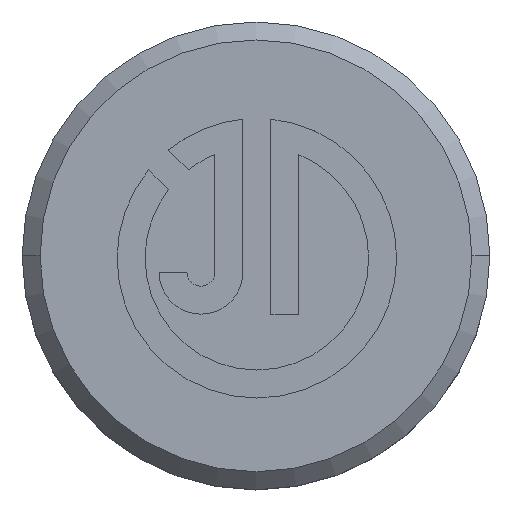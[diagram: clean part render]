
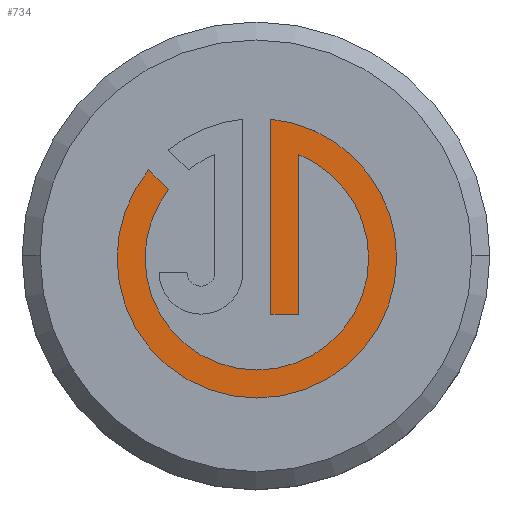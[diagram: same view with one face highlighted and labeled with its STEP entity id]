
A CAD part, top view. The second image highlights one B-rep face of the part: STEP entity #734.
In plain terms, the highlighted planar face has unit normal (0, 0, 1).
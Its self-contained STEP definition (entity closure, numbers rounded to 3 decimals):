
#39 = VERTEX_POINT ( 'NONE', #294 ) ;
#59 = DIRECTION ( 'NONE',  ( 0., 1., 0. ) ) ;
#71 = CARTESIAN_POINT ( 'NONE',  ( 0.413, -1.62, 49.9 ) ) ;
#124 = CARTESIAN_POINT ( 'NONE',  ( 0.025, -0.066, 49.9 ) ) ;
#145 = ORIENTED_EDGE ( 'NONE', *, *, #806, .T. ) ;
#161 = DIRECTION ( 'NONE',  ( 0., 0., 1. ) ) ;
#195 = AXIS2_PLACEMENT_3D ( 'NONE', #1175, #1469, #557 ) ;
#204 = VECTOR ( 'NONE', #342, 1000. ) ;
#280 = DIRECTION ( 'NONE',  ( 1., 0., 0. ) ) ;
#294 = CARTESIAN_POINT ( 'NONE',  ( -2.983, 2.392, 49.9 ) ) ;
#335 = CARTESIAN_POINT ( 'NONE',  ( 0.413, 3.799, 49.9 ) ) ;
#342 = DIRECTION ( 'NONE',  ( 0., -1., 0. ) ) ;
#355 = ORIENTED_EDGE ( 'NONE', *, *, #1237, .T. ) ;
#403 = EDGE_CURVE ( 'NONE', #39, #1381, #1189, .T. ) ;
#414 = AXIS2_PLACEMENT_3D ( 'NONE', #881, #1920, #1036 ) ;
#465 = VECTOR ( 'NONE', #468, 1000. ) ;
#468 = DIRECTION ( 'NONE',  ( 1., 0., 0. ) ) ;
#491 = AXIS2_PLACEMENT_3D ( 'NONE', #828, #1866, #987 ) ;
#500 = CIRCLE ( 'NONE', #414, 3.108 ) ;
#557 = DIRECTION ( 'NONE',  ( 1., 0., 0. ) ) ;
#560 = CARTESIAN_POINT ( 'NONE',  ( 1.19, 0., 49.9 ) ) ;
#565 = EDGE_CURVE ( 'NONE', #1240, #1567, #898, .T. ) ;
#569 = VERTEX_POINT ( 'NONE', #335 ) ;
#616 = LINE ( 'NONE', #1829, #204 ) ;
#634 = VECTOR ( 'NONE', #1300, 1000. ) ;
#659 = CIRCLE ( 'NONE', #1057, 3.108 ) ;
#681 = VERTEX_POINT ( 'NONE', #71 ) ;
#696 = ORIENTED_EDGE ( 'NONE', *, *, #1226, .T. ) ;
#734 = ADVANCED_FACE ( 'NONE', ( #1453 ), #864, .T. ) ;
#754 = EDGE_CURVE ( 'NONE', #1503, #1376, #500, .T. ) ;
#766 = ORIENTED_EDGE ( 'NONE', *, *, #1362, .T. ) ;
#797 = CARTESIAN_POINT ( 'NONE',  ( 0.025, -0.066, 49.9 ) ) ;
#806 = EDGE_CURVE ( 'NONE', #1381, #1831, #1666, .T. ) ;
#828 = CARTESIAN_POINT ( 'NONE',  ( 0.025, -0.066, 49.9 ) ) ;
#864 = PLANE ( 'NONE',  #195 ) ;
#881 = CARTESIAN_POINT ( 'NONE',  ( 0.025, -0.066, 49.9 ) ) ;
#882 = LINE ( 'NONE', #1377, #465 ) ;
#898 = LINE ( 'NONE', #560, #1649 ) ;
#901 = AXIS2_PLACEMENT_3D ( 'NONE', #1899, #1891, #1882 ) ;
#922 = AXIS2_PLACEMENT_3D ( 'NONE', #124, #1203, #280 ) ;
#954 = DIRECTION ( 'NONE',  ( -1., 0., 0. ) ) ;
#965 = CARTESIAN_POINT ( 'NONE',  ( 1.19, 2.815, 49.9 ) ) ;
#987 = DIRECTION ( 'NONE',  ( -1., 0., 0. ) ) ;
#1036 = DIRECTION ( 'NONE',  ( -1., 0., 0. ) ) ;
#1057 = AXIS2_PLACEMENT_3D ( 'NONE', #797, #1836, #954 ) ;
#1087 = CARTESIAN_POINT ( 'NONE',  ( 0.025, -0.066, 49.9 ) ) ;
#1175 = CARTESIAN_POINT ( 'NONE',  ( 0., 0., 49.9 ) ) ;
#1189 = CIRCLE ( 'NONE', #901, 3.885 ) ;
#1203 = DIRECTION ( 'NONE',  ( 0., 0., 1. ) ) ;
#1226 = EDGE_CURVE ( 'NONE', #569, #681, #616, .T. ) ;
#1236 = CIRCLE ( 'NONE', #1523, 3.885 ) ;
#1237 = EDGE_CURVE ( 'NONE', #1567, #1662, #659, .T. ) ;
#1240 = VERTEX_POINT ( 'NONE', #1395 ) ;
#1242 = DIRECTION ( 'NONE',  ( 1., 0., 0. ) ) ;
#1243 = CIRCLE ( 'NONE', #491, 3.108 ) ;
#1300 = DIRECTION ( 'NONE',  ( -0.707, 0.707, 0. ) ) ;
#1333 = ORIENTED_EDGE ( 'NONE', *, *, #565, .T. ) ;
#1362 = EDGE_CURVE ( 'NONE', #1662, #1503, #1243, .T. ) ;
#1376 = VERTEX_POINT ( 'NONE', #1428 ) ;
#1377 = CARTESIAN_POINT ( 'NONE',  ( 0., -1.62, 49.9 ) ) ;
#1381 = VERTEX_POINT ( 'NONE', #1433 ) ;
#1395 = CARTESIAN_POINT ( 'NONE',  ( 1.19, -1.62, 49.9 ) ) ;
#1428 = CARTESIAN_POINT ( 'NONE',  ( -2.431, 1.839, 49.9 ) ) ;
#1433 = CARTESIAN_POINT ( 'NONE',  ( -3.86, -0.066, 49.9 ) ) ;
#1440 = LINE ( 'NONE', #1450, #634 ) ;
#1445 = CARTESIAN_POINT ( 'NONE',  ( 3.132, -0.066, 49.9 ) ) ;
#1450 = CARTESIAN_POINT ( 'NONE',  ( -2.431, 1.839, 49.9 ) ) ;
#1453 = FACE_OUTER_BOUND ( 'NONE', #1724, .T. ) ;
#1457 = EDGE_CURVE ( 'NONE', #1376, #39, #1440, .T. ) ;
#1469 = DIRECTION ( 'NONE',  ( 0., 0., 1. ) ) ;
#1480 = ORIENTED_EDGE ( 'NONE', *, *, #1457, .T. ) ;
#1503 = VERTEX_POINT ( 'NONE', #1907 ) ;
#1523 = AXIS2_PLACEMENT_3D ( 'NONE', #1087, #161, #1242 ) ;
#1549 = ORIENTED_EDGE ( 'NONE', *, *, #403, .T. ) ;
#1567 = VERTEX_POINT ( 'NONE', #965 ) ;
#1636 = ORIENTED_EDGE ( 'NONE', *, *, #754, .T. ) ;
#1644 = ORIENTED_EDGE ( 'NONE', *, *, #1909, .T. ) ;
#1645 = CARTESIAN_POINT ( 'NONE',  ( 3.909, -0.066, 49.9 ) ) ;
#1649 = VECTOR ( 'NONE', #59, 1000. ) ;
#1662 = VERTEX_POINT ( 'NONE', #1445 ) ;
#1666 = CIRCLE ( 'NONE', #922, 3.885 ) ;
#1706 = ORIENTED_EDGE ( 'NONE', *, *, #1926, .T. ) ;
#1724 = EDGE_LOOP ( 'NONE', ( #355, #766, #1636, #1480, #1549, #145, #1706, #696, #1644, #1333 ) ) ;
#1829 = CARTESIAN_POINT ( 'NONE',  ( 0.413, 0., 49.9 ) ) ;
#1831 = VERTEX_POINT ( 'NONE', #1645 ) ;
#1836 = DIRECTION ( 'NONE',  ( 0., 0., -1. ) ) ;
#1866 = DIRECTION ( 'NONE',  ( 0., 0., -1. ) ) ;
#1882 = DIRECTION ( 'NONE',  ( 1., 0., 0. ) ) ;
#1891 = DIRECTION ( 'NONE',  ( 0., 0., 1. ) ) ;
#1899 = CARTESIAN_POINT ( 'NONE',  ( 0.025, -0.066, 49.9 ) ) ;
#1907 = CARTESIAN_POINT ( 'NONE',  ( -3.083, -0.066, 49.9 ) ) ;
#1909 = EDGE_CURVE ( 'NONE', #681, #1240, #882, .T. ) ;
#1920 = DIRECTION ( 'NONE',  ( 0., 0., -1. ) ) ;
#1926 = EDGE_CURVE ( 'NONE', #1831, #569, #1236, .T. ) ;
